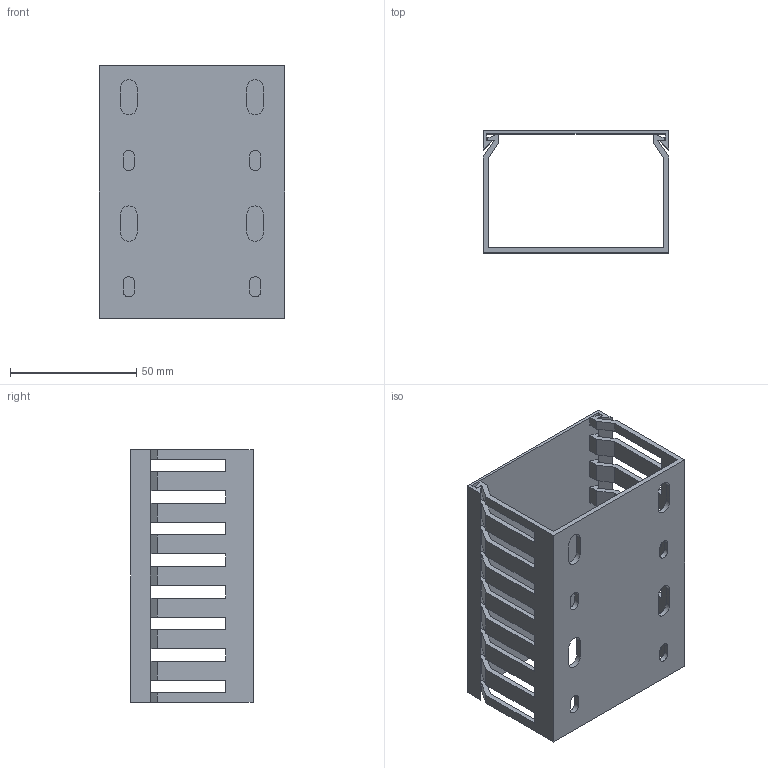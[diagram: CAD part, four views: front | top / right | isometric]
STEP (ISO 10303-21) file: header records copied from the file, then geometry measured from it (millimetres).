
FILE_DESCRIPTION((''),'2;1');
FILE_NAME('DNG5007507030B_ASM','2022-04-06T11:56:19',('pfeiferc'),(''),'CREO PARAMETRIC BY PTC INC, 2021184','CREO PARAMETRIC BY PTC INC, 2021184','');
FILE_SCHEMA(('AUTOMOTIVE_DESIGN { 1 0 10303 214 1 1 1 1 }'));
Length unit declared in the file: millimetre
Products named in the file (3): PROXY_M01480STA; PROXY_DN-OT_75; DNG5007507030B_ASM
Assembly tree (2 placements, depth 2):
  DNG5007507030B_ASM
    PROXY_M01480STA
    PROXY_DN-OT_75
Bounding box: 73.5 x 48.3 x 100 mm (x, y, z)
Volume: 37597.4 mm3; surface area: 48996.8 mm2
Topology: 2 solids, 2 shells, 208 faces, 612 edges, 408 vertices
Faces by surface type: plane 174, cylinder 34
Entity records: 9245 total; most frequent: CARTESIAN_POINT 1421, DIRECTION 1345, ORIENTED_EDGE 1224, VECTOR 612, LINE 612, EDGE_CURVE 612, VERTEX_POINT 408, AXIS2_PLACEMENT_3D 350
